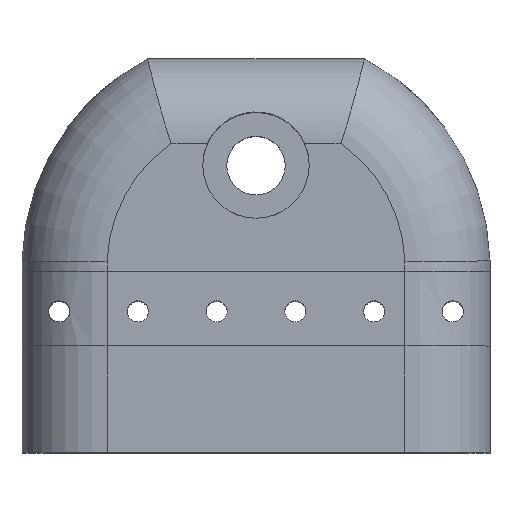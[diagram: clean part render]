
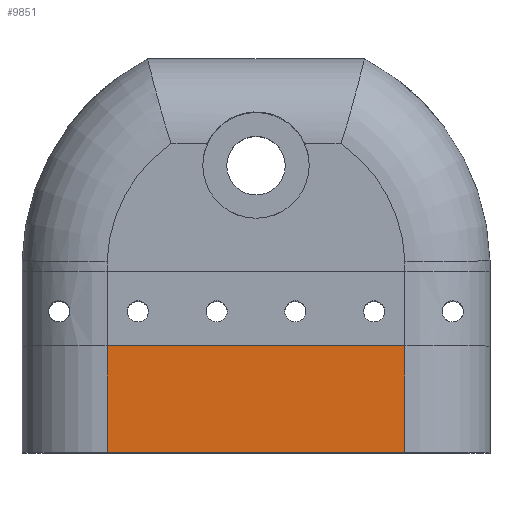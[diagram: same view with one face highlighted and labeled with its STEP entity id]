
A CAD part, top view. The second image highlights one B-rep face of the part: STEP entity #9851.
In plain terms, the highlighted planar face has unit normal (0, 0, 1).
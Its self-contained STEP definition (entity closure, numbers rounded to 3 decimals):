
#254=PLANE('',#10638);
#555=LINE('',#15245,#1253);
#603=LINE('',#15438,#1301);
#604=LINE('',#15440,#1302);
#605=LINE('',#15442,#1303);
#1253=VECTOR('',#12085,1000.);
#1301=VECTOR('',#12289,1000.);
#1302=VECTOR('',#12292,1000.);
#1303=VECTOR('',#12293,1000.);
#2287=ORIENTED_EDGE('',*,*,#5249,.T.);
#2288=ORIENTED_EDGE('',*,*,#5250,.F.);
#2289=ORIENTED_EDGE('',*,*,#5147,.F.);
#2290=ORIENTED_EDGE('',*,*,#5248,.T.);
#5147=EDGE_CURVE('',#6648,#6649,#555,.T.);
#5248=EDGE_CURVE('',#6648,#6715,#603,.T.);
#5249=EDGE_CURVE('',#6715,#6716,#604,.T.);
#5250=EDGE_CURVE('',#6649,#6716,#605,.T.);
#6648=VERTEX_POINT('',#15244);
#6649=VERTEX_POINT('',#15246);
#6715=VERTEX_POINT('',#15437);
#6716=VERTEX_POINT('',#15441);
#8125=EDGE_LOOP('',(#2287,#2288,#2289,#2290));
#8841=FACE_BOUND('',#8125,.T.);
#9851=ADVANCED_FACE('',(#8841),#254,.F.);
#10638=AXIS2_PLACEMENT_3D('',#15439,#12290,#12291);
#12085=DIRECTION('',(-1.,0.,0.));
#12289=DIRECTION('',(0.,1.,0.));
#12290=DIRECTION('',(0.,0.,-1.));
#12291=DIRECTION('',(-1.,0.,0.));
#12292=DIRECTION('',(-1.,0.,0.));
#12293=DIRECTION('',(0.,1.,0.));
#15244=CARTESIAN_POINT('',(14.,-27.,45.));
#15245=CARTESIAN_POINT('',(-11.,-27.,45.));
#15246=CARTESIAN_POINT('',(-14.,-27.,45.));
#15437=CARTESIAN_POINT('',(14.,-17.,45.));
#15438=CARTESIAN_POINT('',(14.,-27.,45.));
#15439=CARTESIAN_POINT('',(-11.,-27.,45.));
#15440=CARTESIAN_POINT('',(-11.,-17.,45.));
#15441=CARTESIAN_POINT('',(-14.,-17.,45.));
#15442=CARTESIAN_POINT('',(-14.,-27.,45.));
